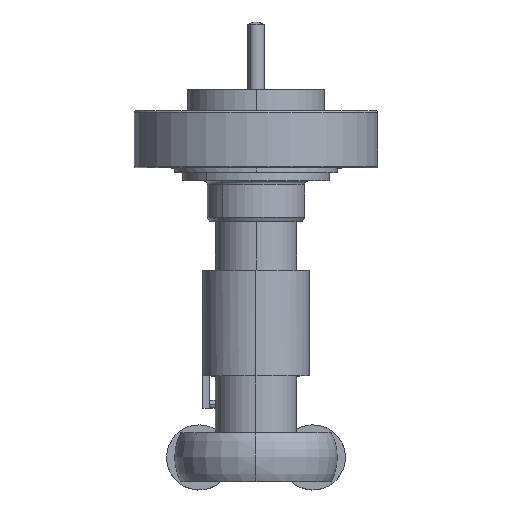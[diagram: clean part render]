
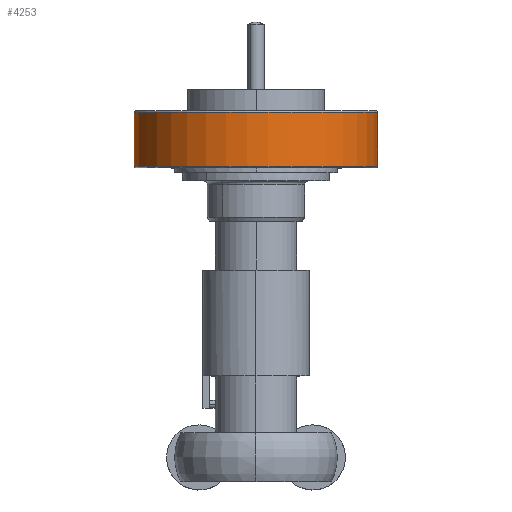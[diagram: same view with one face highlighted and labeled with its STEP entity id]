
A CAD part, top view. The second image highlights one B-rep face of the part: STEP entity #4253.
In plain terms, the highlighted cylindrical face has radius 15 mm (diameter 30 mm), a partial arc.
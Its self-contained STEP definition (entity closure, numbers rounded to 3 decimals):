
#53 = DIRECTION ( 'NONE',  ( 0., -1., 0. ) ) ;
#391 = DIRECTION ( 'NONE',  ( 0., -1., 0. ) ) ;
#441 = CARTESIAN_POINT ( 'NONE',  ( -14.957, 7.4, -5.639 ) ) ;
#690 = CARTESIAN_POINT ( 'NONE',  ( 0., 7.4, -4.5 ) ) ;
#798 = CARTESIAN_POINT ( 'NONE',  ( 14.957, 0.8, -3.361 ) ) ;
#1032 = EDGE_CURVE ( 'Defeature ausgef�hrt2_56+Defeature ausgef�hrt2_57+Defeature ausgef�hrt2_57+Defeature ausgef�hrt2_57', #2601, #1183, #4025, .T. ) ;
#1183 = VERTEX_POINT ( 'NONE', #798 ) ;
#1303 = AXIS2_PLACEMENT_3D ( 'NONE', #2394, #2801, #4405 ) ;
#1366 = LINE ( 'NONE', #2184, #3341 ) ;
#1480 = DIRECTION ( 'NONE',  ( 0.997, 0., 0.076 ) ) ;
#1498 = DIRECTION ( 'NONE',  ( 0., -1., 0. ) ) ;
#1522 = CARTESIAN_POINT ( 'NONE',  ( 14.957, 7.6, -3.361 ) ) ;
#1610 = VECTOR ( 'NONE', #53, 1000. ) ;
#1839 = CYLINDRICAL_SURFACE ( 'NONE', #4017, 15. ) ;
#1864 = ORIENTED_EDGE ( 'NONE', *, *, #1932, .F. ) ;
#1907 = CARTESIAN_POINT ( 'NONE',  ( 0., 7.6, -4.5 ) ) ;
#1932 = EDGE_CURVE ( 'NONE', #4804, #1183, #4373, .T. ) ;
#2184 = CARTESIAN_POINT ( 'NONE',  ( -14.957, 7.6, -5.639 ) ) ;
#2394 = CARTESIAN_POINT ( 'NONE',  ( 0., 0.8, -4.5 ) ) ;
#2601 = VERTEX_POINT ( 'NONE', #4742 ) ;
#2801 = DIRECTION ( 'NONE',  ( 0., 1., 0. ) ) ;
#3079 = AXIS2_PLACEMENT_3D ( 'NONE', #690, #1498, #1480 ) ;
#3201 = VERTEX_POINT ( 'NONE', #441 ) ;
#3341 = VECTOR ( 'NONE', #3733, 1000. ) ;
#3531 = DIRECTION ( 'NONE',  ( -0.997, 0., -0.076 ) ) ;
#3690 = FACE_OUTER_BOUND ( 'NONE', #4588, .T. ) ;
#3733 = DIRECTION ( 'NONE',  ( 0., -1., 0. ) ) ;
#3754 = ORIENTED_EDGE ( 'NONE', *, *, #4036, .T. ) ;
#4017 = AXIS2_PLACEMENT_3D ( 'NONE', #1907, #391, #3531 ) ;
#4025 = CIRCLE ( 'NONE', #1303, 15. ) ;
#4036 = EDGE_CURVE ( 'NONE', #3201, #2601, #1366, .T. ) ;
#4078 = ORIENTED_EDGE ( 'NONE', *, *, #1032, .T. ) ;
#4119 = EDGE_CURVE ( 'Defeature ausgef�hrt2_56+Defeature ausgef�hrt2_55+Defeature ausgef�hrt2_55+Defeature ausgef�hrt2_55', #4804, #3201, #4298, .T. ) ;
#4241 = CARTESIAN_POINT ( 'NONE',  ( 14.957, 7.4, -3.361 ) ) ;
#4253 = ADVANCED_FACE ( 'Defeature ausgef�hrt2_56', ( #3690 ), #1839, .T. ) ;
#4298 = CIRCLE ( 'NONE', #3079, 15. ) ;
#4351 = ORIENTED_EDGE ( 'NONE', *, *, #4119, .T. ) ;
#4373 = LINE ( 'NONE', #1522, #1610 ) ;
#4405 = DIRECTION ( 'NONE',  ( 0.997, 0., 0.076 ) ) ;
#4588 = EDGE_LOOP ( 'NONE', ( #1864, #4351, #3754, #4078 ) ) ;
#4742 = CARTESIAN_POINT ( 'NONE',  ( -14.957, 0.8, -5.639 ) ) ;
#4804 = VERTEX_POINT ( 'NONE', #4241 ) ;
